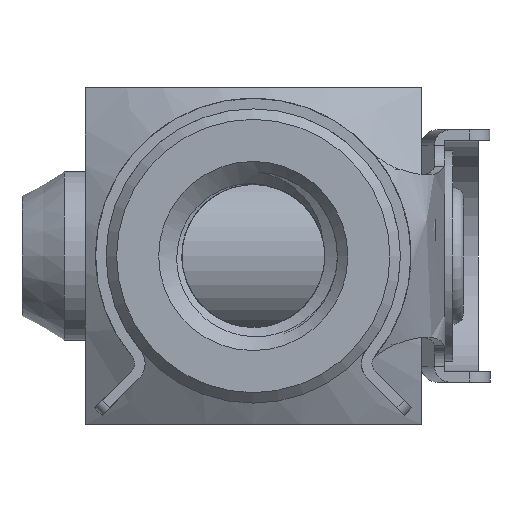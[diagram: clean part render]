
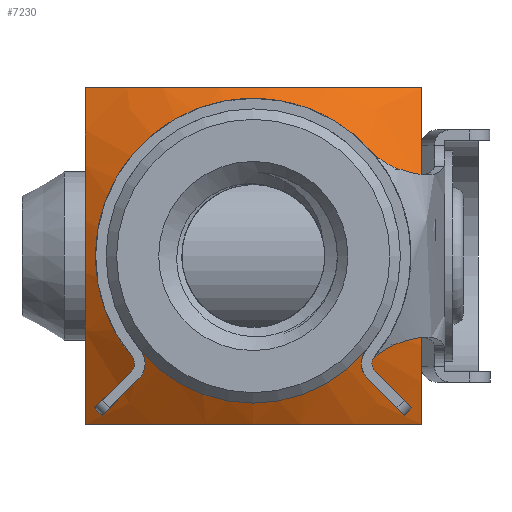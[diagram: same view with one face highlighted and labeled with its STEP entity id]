
A CAD part, left-side view. The second image highlights one B-rep face of the part: STEP entity #7230.
In plain terms, the highlighted conical face has half-angle 60 degrees and reference radius 15 mm.
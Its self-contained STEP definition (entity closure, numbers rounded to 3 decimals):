
#19=(
BOUNDED_CURVE()
B_SPLINE_CURVE(2,(#25800,#25801,#25802),.UNSPECIFIED.,.F.,.F.)
B_SPLINE_CURVE_WITH_KNOTS((3,3),(-9.284,-6.284),
 .UNSPECIFIED.)
CURVE()
GEOMETRIC_REPRESENTATION_ITEM()
RATIONAL_B_SPLINE_CURVE((3.353,4.047,4.047))
REPRESENTATION_ITEM('')
);
#20=(
BOUNDED_CURVE()
B_SPLINE_CURVE(2,(#25804,#25805,#25806),.UNSPECIFIED.,.F.,.F.)
B_SPLINE_CURVE_WITH_KNOTS((3,3),(0.,1.),.UNSPECIFIED.)
CURVE()
GEOMETRIC_REPRESENTATION_ITEM()
RATIONAL_B_SPLINE_CURVE((1.605,2.27,1.605))
REPRESENTATION_ITEM('')
);
#21=(
BOUNDED_CURVE()
B_SPLINE_CURVE(2,(#25808,#25809,#25810),.UNSPECIFIED.,.F.,.F.)
B_SPLINE_CURVE_WITH_KNOTS((3,3),(3.284,9.284),
 .UNSPECIFIED.)
CURVE()
GEOMETRIC_REPRESENTATION_ITEM()
RATIONAL_B_SPLINE_CURVE((3.353,4.741,3.353))
REPRESENTATION_ITEM('')
);
#22=(
BOUNDED_CURVE()
B_SPLINE_CURVE(2,(#25812,#25813,#25814),.UNSPECIFIED.,.F.,.F.)
B_SPLINE_CURVE_WITH_KNOTS((3,3),(0.,1.),.UNSPECIFIED.)
CURVE()
GEOMETRIC_REPRESENTATION_ITEM()
RATIONAL_B_SPLINE_CURVE((1.605,2.27,1.605))
REPRESENTATION_ITEM('')
);
#23=(
BOUNDED_CURVE()
B_SPLINE_CURVE(2,(#25815,#25816,#25817),.UNSPECIFIED.,.F.,.F.)
B_SPLINE_CURVE_WITH_KNOTS((3,3),(-6.284,-3.284),
 .UNSPECIFIED.)
CURVE()
GEOMETRIC_REPRESENTATION_ITEM()
RATIONAL_B_SPLINE_CURVE((4.047,4.047,3.353))
REPRESENTATION_ITEM('')
);
#400=CONICAL_SURFACE('',#7580,15.,1.047);
#1100=FACE_OUTER_BOUND('',#1519,.T.);
#1519=EDGE_LOOP('',(#6626,#6627,#6628,#6629,#6630,#6631,#6632,#6633));
#2182=LINE('',#25819,#2821);
#2821=VECTOR('',#8845,15.);
#2896=CIRCLE('',#7581,7.);
#3587=VERTEX_POINT('',#25798);
#3588=VERTEX_POINT('',#25799);
#3589=VERTEX_POINT('',#25803);
#3590=VERTEX_POINT('',#25807);
#3591=VERTEX_POINT('',#25811);
#3592=VERTEX_POINT('',#25818);
#4624=EDGE_CURVE('',#3587,#3588,#19,.T.);
#4625=EDGE_CURVE('',#3589,#3587,#20,.T.);
#4626=EDGE_CURVE('',#3590,#3589,#21,.F.);
#4627=EDGE_CURVE('',#3591,#3590,#22,.T.);
#4628=EDGE_CURVE('',#3588,#3591,#23,.T.);
#4629=EDGE_CURVE('',#3588,#3592,#2182,.T.);
#4630=EDGE_CURVE('',#3592,#3592,#2896,.T.);
#6626=ORIENTED_EDGE('',*,*,#4624,.F.);
#6627=ORIENTED_EDGE('',*,*,#4625,.F.);
#6628=ORIENTED_EDGE('',*,*,#4626,.F.);
#6629=ORIENTED_EDGE('',*,*,#4627,.F.);
#6630=ORIENTED_EDGE('',*,*,#4628,.F.);
#6631=ORIENTED_EDGE('',*,*,#4629,.T.);
#6632=ORIENTED_EDGE('',*,*,#4630,.T.);
#6633=ORIENTED_EDGE('',*,*,#4629,.F.);
#7230=ADVANCED_FACE('',(#1100),#400,.T.);
#7580=AXIS2_PLACEMENT_3D('',#25797,#8843,#8844);
#7581=AXIS2_PLACEMENT_3D('',#25820,#8846,#8847);
#8843=DIRECTION('center_axis',(-1.,0.,0.));
#8844=DIRECTION('ref_axis',(0.,-1.,0.));
#8845=DIRECTION('',(0.5,-0.866,0.));
#8846=DIRECTION('center_axis',(-1.,0.,0.));
#8847=DIRECTION('ref_axis',(0.,-1.,0.));
#25797=CARTESIAN_POINT('Origin',(15.381,0.,0.));
#25798=CARTESIAN_POINT('',(17.509,8.,8.));
#25799=CARTESIAN_POINT('',(19.423,8.,0.));
#25800=CARTESIAN_POINT('Ctrl Pts',(17.509,8.,8.));
#25801=CARTESIAN_POINT('Ctrl Pts',(19.423,8.,3.314));
#25802=CARTESIAN_POINT('Ctrl Pts',(19.423,8.,0.));
#25803=CARTESIAN_POINT('',(17.509,-8.,8.));
#25804=CARTESIAN_POINT('Ctrl Pts',(17.509,-8.,8.));
#25805=CARTESIAN_POINT('Ctrl Pts',(20.775,0.,
8.));
#25806=CARTESIAN_POINT('Ctrl Pts',(17.509,8.,8.));
#25807=CARTESIAN_POINT('',(17.509,-8.,-8.));
#25808=CARTESIAN_POINT('Ctrl Pts',(17.509,-8.,8.));
#25809=CARTESIAN_POINT('Ctrl Pts',(20.775,-8.,0.));
#25810=CARTESIAN_POINT('Ctrl Pts',(17.509,-8.,-8.));
#25811=CARTESIAN_POINT('',(17.509,8.,-8.));
#25812=CARTESIAN_POINT('Ctrl Pts',(17.509,8.,-8.));
#25813=CARTESIAN_POINT('Ctrl Pts',(20.775,0.,
-8.));
#25814=CARTESIAN_POINT('Ctrl Pts',(17.509,-8.,-8.));
#25815=CARTESIAN_POINT('Ctrl Pts',(19.423,8.,0.));
#25816=CARTESIAN_POINT('Ctrl Pts',(19.423,8.,-3.314));
#25817=CARTESIAN_POINT('Ctrl Pts',(17.509,8.,-8.));
#25818=CARTESIAN_POINT('',(20.,7.,0.));
#25819=CARTESIAN_POINT('',(15.381,15.,0.));
#25820=CARTESIAN_POINT('Origin',(20.,0.,0.));
